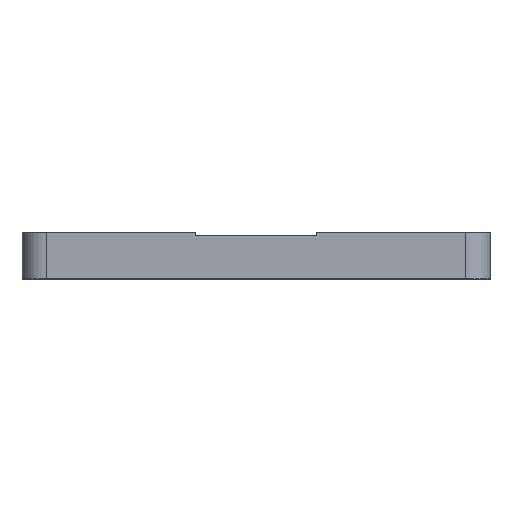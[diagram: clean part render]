
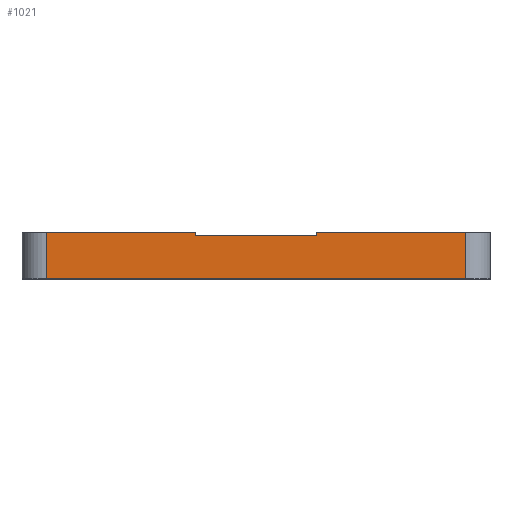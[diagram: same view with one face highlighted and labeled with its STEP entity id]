
A CAD part, top view. The second image highlights one B-rep face of the part: STEP entity #1021.
In plain terms, the highlighted planar face has unit normal (0, 0, 1).
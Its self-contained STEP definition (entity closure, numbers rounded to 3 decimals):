
#6 = DIRECTION ( 'NONE',  ( 0., 0., 1. ) ) ;
#16 = CARTESIAN_POINT ( 'NONE',  ( -43., -9.5, 25.5 ) ) ;
#43 = VECTOR ( 'NONE', #954, 1000. ) ;
#135 = CARTESIAN_POINT ( 'NONE',  ( -12.5, -0.5, 25.5 ) ) ;
#174 = EDGE_CURVE ( 'NONE', #406, #851, #1012, .T. ) ;
#210 = EDGE_CURVE ( 'NONE', #608, #1041, #495, .T. ) ;
#230 = ORIENTED_EDGE ( 'NONE', *, *, #1073, .F. ) ;
#235 = EDGE_CURVE ( 'NONE', #1046, #781, #462, .T. ) ;
#271 = ORIENTED_EDGE ( 'NONE', *, *, #284, .F. ) ;
#284 = EDGE_CURVE ( 'NONE', #1046, #406, #1009, .T. ) ;
#285 = CARTESIAN_POINT ( 'NONE',  ( -12.5, 0., 25.5 ) ) ;
#301 = CARTESIAN_POINT ( 'NONE',  ( 43., -9.5, 25.5 ) ) ;
#309 = VECTOR ( 'NONE', #509, 1000. ) ;
#315 = EDGE_CURVE ( 'NONE', #536, #1077, #447, .T. ) ;
#319 = VECTOR ( 'NONE', #516, 1000. ) ;
#326 = DIRECTION ( 'NONE',  ( 1., 0., 0. ) ) ;
#329 = CARTESIAN_POINT ( 'NONE',  ( 12.5, -0.5, 25.5 ) ) ;
#342 = DIRECTION ( 'NONE',  ( 1., 0., 0. ) ) ;
#347 = CARTESIAN_POINT ( 'NONE',  ( 43., -9.5, 25.5 ) ) ;
#404 = CARTESIAN_POINT ( 'NONE',  ( -12.5, -0.5, 25.5 ) ) ;
#406 = VERTEX_POINT ( 'NONE', #530 ) ;
#416 = LINE ( 'NONE', #812, #593 ) ;
#419 = CARTESIAN_POINT ( 'NONE',  ( 43., 0., 25.5 ) ) ;
#428 = CARTESIAN_POINT ( 'NONE',  ( -84.695, -9.5, 25.5 ) ) ;
#447 = LINE ( 'NONE', #1005, #526 ) ;
#462 = LINE ( 'NONE', #917, #319 ) ;
#495 = LINE ( 'NONE', #329, #863 ) ;
#507 = CARTESIAN_POINT ( 'NONE',  ( -84.695, 0., 25.5 ) ) ;
#509 = DIRECTION ( 'NONE',  ( 0., 1., 0. ) ) ;
#514 = LINE ( 'NONE', #135, #1022 ) ;
#516 = DIRECTION ( 'NONE',  ( 1., 0., 0. ) ) ;
#518 = EDGE_CURVE ( 'NONE', #608, #851, #514, .T. ) ;
#526 = VECTOR ( 'NONE', #675, 1000. ) ;
#530 = CARTESIAN_POINT ( 'NONE',  ( -43., 0., 25.5 ) ) ;
#536 = VERTEX_POINT ( 'NONE', #698 ) ;
#542 = EDGE_CURVE ( 'NONE', #781, #1077, #816, .T. ) ;
#573 = CARTESIAN_POINT ( 'NONE',  ( -43., -9.5, 25.5 ) ) ;
#593 = VECTOR ( 'NONE', #1002, 1000. ) ;
#604 = ORIENTED_EDGE ( 'NONE', *, *, #518, .T. ) ;
#608 = VERTEX_POINT ( 'NONE', #404 ) ;
#621 = ORIENTED_EDGE ( 'NONE', *, *, #315, .F. ) ;
#653 = ORIENTED_EDGE ( 'NONE', *, *, #235, .T. ) ;
#675 = DIRECTION ( 'NONE',  ( 1., 0., 0. ) ) ;
#690 = AXIS2_PLACEMENT_3D ( 'NONE', #428, #6, #739 ) ;
#698 = CARTESIAN_POINT ( 'NONE',  ( 12.5, 0., 25.5 ) ) ;
#739 = DIRECTION ( 'NONE',  ( 1., 0., 0. ) ) ;
#768 = ORIENTED_EDGE ( 'NONE', *, *, #174, .F. ) ;
#781 = VERTEX_POINT ( 'NONE', #347 ) ;
#805 = PLANE ( 'NONE',  #690 ) ;
#806 = FACE_OUTER_BOUND ( 'NONE', #860, .T. ) ;
#812 = CARTESIAN_POINT ( 'NONE',  ( 12.5, -0.5, 25.5 ) ) ;
#816 = LINE ( 'NONE', #301, #43 ) ;
#851 = VERTEX_POINT ( 'NONE', #285 ) ;
#860 = EDGE_LOOP ( 'NONE', ( #604, #768, #271, #653, #1027, #621, #230, #913 ) ) ;
#863 = VECTOR ( 'NONE', #342, 1000. ) ;
#913 = ORIENTED_EDGE ( 'NONE', *, *, #210, .F. ) ;
#914 = CARTESIAN_POINT ( 'NONE',  ( 12.5, -0.5, 25.5 ) ) ;
#917 = CARTESIAN_POINT ( 'NONE',  ( -84.695, -9.5, 25.5 ) ) ;
#954 = DIRECTION ( 'NONE',  ( 0., 1., 0. ) ) ;
#1002 = DIRECTION ( 'NONE',  ( 0., 1., 0. ) ) ;
#1005 = CARTESIAN_POINT ( 'NONE',  ( -84.695, 0., 25.5 ) ) ;
#1009 = LINE ( 'NONE', #16, #309 ) ;
#1012 = LINE ( 'NONE', #507, #1072 ) ;
#1021 = ADVANCED_FACE ( 'NONE', ( #806 ), #805, .T. ) ;
#1022 = VECTOR ( 'NONE', #1044, 1000. ) ;
#1027 = ORIENTED_EDGE ( 'NONE', *, *, #542, .T. ) ;
#1041 = VERTEX_POINT ( 'NONE', #914 ) ;
#1044 = DIRECTION ( 'NONE',  ( 0., 1., 0. ) ) ;
#1046 = VERTEX_POINT ( 'NONE', #573 ) ;
#1072 = VECTOR ( 'NONE', #326, 1000. ) ;
#1073 = EDGE_CURVE ( 'NONE', #1041, #536, #416, .T. ) ;
#1077 = VERTEX_POINT ( 'NONE', #419 ) ;
